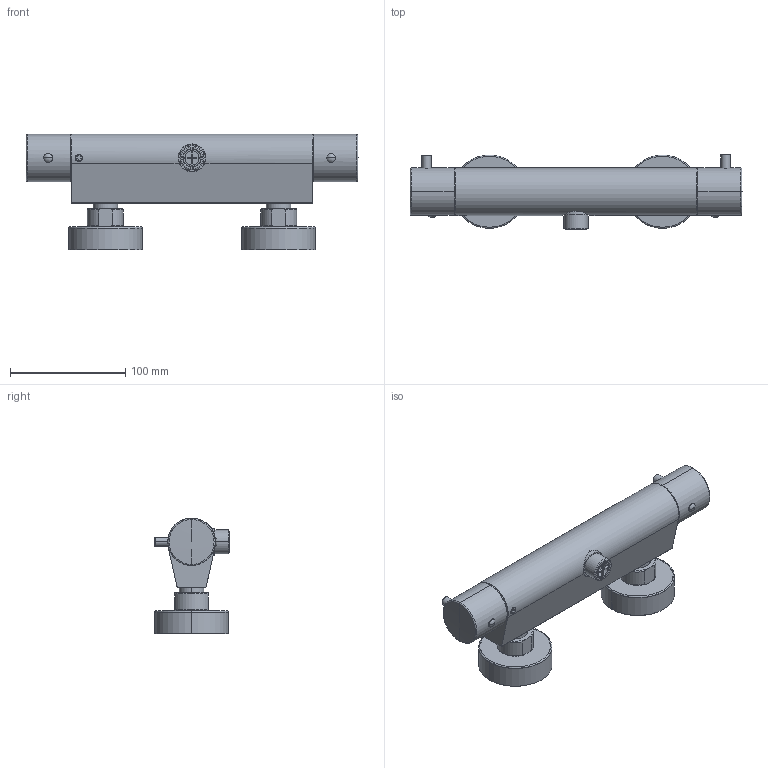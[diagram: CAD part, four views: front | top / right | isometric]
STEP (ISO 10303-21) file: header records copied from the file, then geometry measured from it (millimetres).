
FILE_DESCRIPTION((''),'2;1');
FILE_NAME('LIQ468CR','2021-11-05T17:09:55',('ut3'),('PAFFONI SpA'),'CREO PARAMETRIC BY PTC INC, 2020044','CREO PARAMETRIC BY PTC INC, 2020044','');
FILE_SCHEMA(('CONFIG_CONTROL_DESIGN','SHAPE_APPEARANCE_LAYERS_GROUPS'));
Products named in the file (1): LIQ468CR
Bounding box: 287.53 x 64.75 x 100.38 mm (x, y, z)
Volume: 238400.7 mm3; surface area: 158167.9 mm2
Topology: 2 solids, 2 shells, 2797 faces, 7930 edges, 4967 vertices
Faces by surface type: plane 1833, cylinder 404, bspline 304, cone 169, torus 68, sphere 18, extrusion 1
Entity records: 152386 total; most frequent: CARTESIAN_POINT 63378, ORIENTED_EDGE 15728, DIRECTION 10439, EDGE_CURVE 7864, VERTEX_POINT 4967, AXIS2_PLACEMENT_3D 3786, B_SPLINE_CURVE_WITH_KNOTS 3705, FILL_AREA_STYLE_COLOUR 3480
